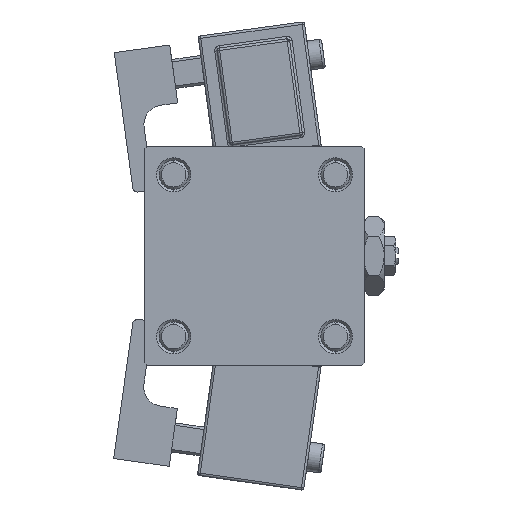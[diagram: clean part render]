
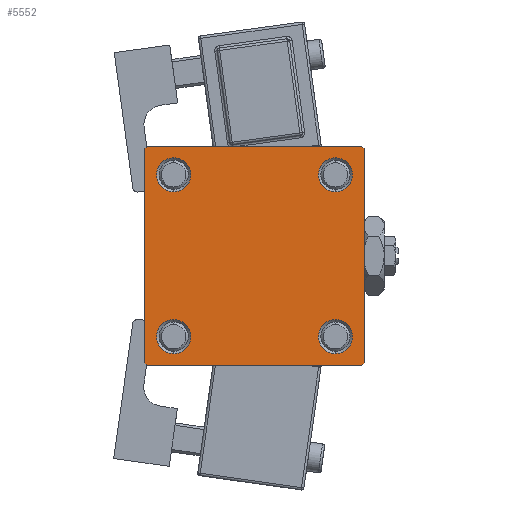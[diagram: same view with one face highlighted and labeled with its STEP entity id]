
A CAD part, left-side view. The second image highlights one B-rep face of the part: STEP entity #5552.
In plain terms, the highlighted planar face has unit normal (-1, 0, 0).
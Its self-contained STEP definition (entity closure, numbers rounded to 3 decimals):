
#66 = DIRECTION ( 'NONE',  ( 0., 0.707, 0.707 ) ) ;
#70 = DIRECTION ( 'NONE',  ( 0., -1., 0. ) ) ;
#347 = FACE_BOUND ( 'NONE', #13714, .T. ) ;
#1113 = EDGE_LOOP ( 'NONE', ( #47588, #34601, #37350, #40834, #5245, #32925, #19725, #37398 ) ) ;
#1454 = ORIENTED_EDGE ( 'NONE', *, *, #13148, .T. ) ;
#1474 = CARTESIAN_POINT ( 'NONE',  ( 0., -22.5, -22. ) ) ;
#2049 = CARTESIAN_POINT ( 'NONE',  ( 0., -16.6, 16.6 ) ) ;
#2268 = VECTOR ( 'NONE', #8918, 1000. ) ;
#3254 = CARTESIAN_POINT ( 'NONE',  ( 0., -16.6, 13.1 ) ) ;
#3354 = CARTESIAN_POINT ( 'NONE',  ( 0., -16.6, -16.6 ) ) ;
#3579 = VERTEX_POINT ( 'NONE', #32668 ) ;
#3639 = ORIENTED_EDGE ( 'NONE', *, *, #42484, .T. ) ;
#3754 = LINE ( 'NONE', #20468, #12411 ) ;
#4094 = CIRCLE ( 'NONE', #47041, 3.5 ) ;
#4467 = DIRECTION ( 'NONE',  ( -1., 0., 0. ) ) ;
#5008 = DIRECTION ( 'NONE',  ( 0., 0., 1. ) ) ;
#5245 = ORIENTED_EDGE ( 'NONE', *, *, #42332, .F. ) ;
#5552 = ADVANCED_FACE ( 'NONE', ( #37911, #347, #8305, #33538, #37649 ), #50833, .T. ) ;
#6439 = DIRECTION ( 'NONE',  ( 1., 0., 0. ) ) ;
#6470 = CARTESIAN_POINT ( 'NONE',  ( 0., 22., -22.5 ) ) ;
#6626 = EDGE_CURVE ( 'NONE', #23241, #27050, #28647, .T. ) ;
#6759 = VERTEX_POINT ( 'NONE', #28301 ) ;
#6784 = CIRCLE ( 'NONE', #7694, 3.5 ) ;
#7138 = CARTESIAN_POINT ( 'NONE',  ( 0., 16.6, -20.1 ) ) ;
#7421 = VERTEX_POINT ( 'NONE', #35716 ) ;
#7457 = DIRECTION ( 'NONE',  ( 0., 0., 1. ) ) ;
#7531 = VERTEX_POINT ( 'NONE', #40915 ) ;
#7694 = AXIS2_PLACEMENT_3D ( 'NONE', #16072, #12497, #24574 ) ;
#8305 = FACE_BOUND ( 'NONE', #36900, .T. ) ;
#8918 = DIRECTION ( 'NONE',  ( 0., 0., -1. ) ) ;
#10155 = CARTESIAN_POINT ( 'NONE',  ( 0., 22., 22.5 ) ) ;
#12105 = CARTESIAN_POINT ( 'NONE',  ( 0., -16.6, 16.6 ) ) ;
#12411 = VECTOR ( 'NONE', #53953, 1000. ) ;
#12497 = DIRECTION ( 'NONE',  ( 1., 0., 0. ) ) ;
#12597 = EDGE_CURVE ( 'NONE', #30466, #6759, #21183, .T. ) ;
#12683 = CARTESIAN_POINT ( 'NONE',  ( 0., 22.5, 22.5 ) ) ;
#13148 = EDGE_CURVE ( 'NONE', #3579, #7421, #6784, .T. ) ;
#13714 = EDGE_LOOP ( 'NONE', ( #44236, #32405 ) ) ;
#13732 = EDGE_LOOP ( 'NONE', ( #52962, #1454 ) ) ;
#14620 = CARTESIAN_POINT ( 'NONE',  ( 0., -22., -22.5 ) ) ;
#14986 = EDGE_CURVE ( 'NONE', #39887, #16361, #48933, .T. ) ;
#15599 = EDGE_CURVE ( 'NONE', #27050, #23241, #40923, .T. ) ;
#16072 = CARTESIAN_POINT ( 'NONE',  ( 0., 16.6, 16.6 ) ) ;
#16304 = CARTESIAN_POINT ( 'NONE',  ( 0., 22.5, 22.5 ) ) ;
#16361 = VERTEX_POINT ( 'NONE', #53010 ) ;
#16829 = VERTEX_POINT ( 'NONE', #37016 ) ;
#17096 = LINE ( 'NONE', #16304, #19149 ) ;
#17417 = VECTOR ( 'NONE', #21785, 1000. ) ;
#18246 = DIRECTION ( 'NONE',  ( 1., 0., 0. ) ) ;
#18374 = EDGE_CURVE ( 'NONE', #7531, #16829, #17096, .T. ) ;
#18862 = DIRECTION ( 'NONE',  ( 0., -1., 0. ) ) ;
#19149 = VECTOR ( 'NONE', #31361, 1000. ) ;
#19564 = EDGE_CURVE ( 'NONE', #16829, #45809, #46204, .T. ) ;
#19725 = ORIENTED_EDGE ( 'NONE', *, *, #12597, .F. ) ;
#19792 = VERTEX_POINT ( 'NONE', #1474 ) ;
#20468 = CARTESIAN_POINT ( 'NONE',  ( 0., -22.25, -22.25 ) ) ;
#21183 = LINE ( 'NONE', #12683, #32866 ) ;
#21472 = CIRCLE ( 'NONE', #53053, 3.5 ) ;
#21703 = EDGE_CURVE ( 'NONE', #50316, #31335, #23652, .T. ) ;
#21785 = DIRECTION ( 'NONE',  ( 0., -0.707, -0.707 ) ) ;
#21905 = ORIENTED_EDGE ( 'NONE', *, *, #15599, .T. ) ;
#22545 = DIRECTION ( 'NONE',  ( 0., 0., 1. ) ) ;
#22670 = VERTEX_POINT ( 'NONE', #37976 ) ;
#23165 = DIRECTION ( 'NONE',  ( 0., 0., 1. ) ) ;
#23241 = VERTEX_POINT ( 'NONE', #33613 ) ;
#23527 = CARTESIAN_POINT ( 'NONE',  ( 0., 22.5, -22.5 ) ) ;
#23652 = CIRCLE ( 'NONE', #37655, 3.5 ) ;
#24574 = DIRECTION ( 'NONE',  ( 0., 0., 1. ) ) ;
#24649 = EDGE_CURVE ( 'NONE', #38702, #19792, #3754, .T. ) ;
#25253 = AXIS2_PLACEMENT_3D ( 'NONE', #2049, #6439, #23165 ) ;
#27050 = VERTEX_POINT ( 'NONE', #3254 ) ;
#28243 = DIRECTION ( 'NONE',  ( 1., 0., 0. ) ) ;
#28301 = CARTESIAN_POINT ( 'NONE',  ( 0., -22., 22.5 ) ) ;
#28346 = CARTESIAN_POINT ( 'NONE',  ( 0., 22.25, 22.25 ) ) ;
#28647 = CIRCLE ( 'NONE', #49689, 3.5 ) ;
#28960 = CARTESIAN_POINT ( 'NONE',  ( 0., -22.5, 22.5 ) ) ;
#29422 = CARTESIAN_POINT ( 'NONE',  ( 0., 0., 0. ) ) ;
#30466 = VERTEX_POINT ( 'NONE', #10155 ) ;
#31335 = VERTEX_POINT ( 'NONE', #7138 ) ;
#31361 = DIRECTION ( 'NONE',  ( 0., 0., -1. ) ) ;
#32405 = ORIENTED_EDGE ( 'NONE', *, *, #47810, .T. ) ;
#32415 = CARTESIAN_POINT ( 'NONE',  ( 0., -16.6, -13.1 ) ) ;
#32668 = CARTESIAN_POINT ( 'NONE',  ( 0., 16.6, 13.1 ) ) ;
#32866 = VECTOR ( 'NONE', #70, 1000. ) ;
#32925 = ORIENTED_EDGE ( 'NONE', *, *, #47171, .T. ) ;
#33217 = DIRECTION ( 'NONE',  ( 0., 0., 1. ) ) ;
#33418 = DIRECTION ( 'NONE',  ( 0., 0., 1. ) ) ;
#33538 = FACE_BOUND ( 'NONE', #13732, .T. ) ;
#33613 = CARTESIAN_POINT ( 'NONE',  ( 0., -16.6, 20.1 ) ) ;
#34601 = ORIENTED_EDGE ( 'NONE', *, *, #19564, .T. ) ;
#34705 = CARTESIAN_POINT ( 'NONE',  ( 0., 16.6, 16.6 ) ) ;
#35716 = CARTESIAN_POINT ( 'NONE',  ( 0., 16.6, 20.1 ) ) ;
#35758 = LINE ( 'NONE', #28346, #38219 ) ;
#35869 = LINE ( 'NONE', #23527, #54030 ) ;
#36900 = EDGE_LOOP ( 'NONE', ( #52710, #3639 ) ) ;
#37016 = CARTESIAN_POINT ( 'NONE',  ( 0., 22.5, -22. ) ) ;
#37112 = LINE ( 'NONE', #37368, #44387 ) ;
#37276 = EDGE_CURVE ( 'NONE', #7421, #3579, #21472, .T. ) ;
#37350 = ORIENTED_EDGE ( 'NONE', *, *, #47681, .T. ) ;
#37368 = CARTESIAN_POINT ( 'NONE',  ( 0., -22.25, 22.25 ) ) ;
#37398 = ORIENTED_EDGE ( 'NONE', *, *, #47038, .T. ) ;
#37649 = FACE_OUTER_BOUND ( 'NONE', #1113, .T. ) ;
#37655 = AXIS2_PLACEMENT_3D ( 'NONE', #41033, #49551, #41826 ) ;
#37911 = FACE_BOUND ( 'NONE', #43971, .T. ) ;
#37958 = CARTESIAN_POINT ( 'NONE',  ( 0., 22.25, -22.25 ) ) ;
#37976 = CARTESIAN_POINT ( 'NONE',  ( 0., -22.5, 22. ) ) ;
#38219 = VECTOR ( 'NONE', #44255, 1000. ) ;
#38702 = VERTEX_POINT ( 'NONE', #14620 ) ;
#39144 = AXIS2_PLACEMENT_3D ( 'NONE', #54011, #28243, #33418 ) ;
#39158 = CARTESIAN_POINT ( 'NONE',  ( 0., 16.6, -13.1 ) ) ;
#39887 = VERTEX_POINT ( 'NONE', #32415 ) ;
#40089 = CARTESIAN_POINT ( 'NONE',  ( 0., 16.6, -16.6 ) ) ;
#40244 = ORIENTED_EDGE ( 'NONE', *, *, #6626, .T. ) ;
#40375 = DIRECTION ( 'NONE',  ( 1., 0., 0. ) ) ;
#40834 = ORIENTED_EDGE ( 'NONE', *, *, #24649, .T. ) ;
#40915 = CARTESIAN_POINT ( 'NONE',  ( 0., 22.5, 22. ) ) ;
#40923 = CIRCLE ( 'NONE', #25253, 3.5 ) ;
#41033 = CARTESIAN_POINT ( 'NONE',  ( 0., 16.6, -16.6 ) ) ;
#41680 = CIRCLE ( 'NONE', #49578, 3.5 ) ;
#41826 = DIRECTION ( 'NONE',  ( 0., 0., 1. ) ) ;
#42332 = EDGE_CURVE ( 'NONE', #22670, #19792, #51637, .T. ) ;
#42484 = EDGE_CURVE ( 'NONE', #31335, #50316, #41680, .T. ) ;
#43210 = DIRECTION ( 'NONE',  ( 0., 0., 1. ) ) ;
#43668 = DIRECTION ( 'NONE',  ( 1., 0., 0. ) ) ;
#43971 = EDGE_LOOP ( 'NONE', ( #40244, #21905 ) ) ;
#44236 = ORIENTED_EDGE ( 'NONE', *, *, #14986, .T. ) ;
#44255 = DIRECTION ( 'NONE',  ( 0., 0.707, -0.707 ) ) ;
#44381 = AXIS2_PLACEMENT_3D ( 'NONE', #29422, #4467, #5008 ) ;
#44387 = VECTOR ( 'NONE', #66, 1000. ) ;
#45809 = VERTEX_POINT ( 'NONE', #6470 ) ;
#46204 = LINE ( 'NONE', #37958, #17417 ) ;
#47038 = EDGE_CURVE ( 'NONE', #30466, #7531, #35758, .T. ) ;
#47041 = AXIS2_PLACEMENT_3D ( 'NONE', #3354, #40375, #7457 ) ;
#47171 = EDGE_CURVE ( 'NONE', #22670, #6759, #37112, .T. ) ;
#47588 = ORIENTED_EDGE ( 'NONE', *, *, #18374, .T. ) ;
#47681 = EDGE_CURVE ( 'NONE', #45809, #38702, #35869, .T. ) ;
#47810 = EDGE_CURVE ( 'NONE', #16361, #39887, #4094, .T. ) ;
#48933 = CIRCLE ( 'NONE', #39144, 3.5 ) ;
#49551 = DIRECTION ( 'NONE',  ( 1., 0., 0. ) ) ;
#49578 = AXIS2_PLACEMENT_3D ( 'NONE', #40089, #43668, #22545 ) ;
#49689 = AXIS2_PLACEMENT_3D ( 'NONE', #12105, #54075, #33217 ) ;
#50316 = VERTEX_POINT ( 'NONE', #39158 ) ;
#50833 = PLANE ( 'NONE',  #44381 ) ;
#51637 = LINE ( 'NONE', #28960, #2268 ) ;
#52710 = ORIENTED_EDGE ( 'NONE', *, *, #21703, .T. ) ;
#52962 = ORIENTED_EDGE ( 'NONE', *, *, #37276, .T. ) ;
#53010 = CARTESIAN_POINT ( 'NONE',  ( 0., -16.6, -20.1 ) ) ;
#53053 = AXIS2_PLACEMENT_3D ( 'NONE', #34705, #18246, #43210 ) ;
#53953 = DIRECTION ( 'NONE',  ( 0., -0.707, 0.707 ) ) ;
#54011 = CARTESIAN_POINT ( 'NONE',  ( 0., -16.6, -16.6 ) ) ;
#54030 = VECTOR ( 'NONE', #18862, 1000. ) ;
#54075 = DIRECTION ( 'NONE',  ( 1., 0., 0. ) ) ;
